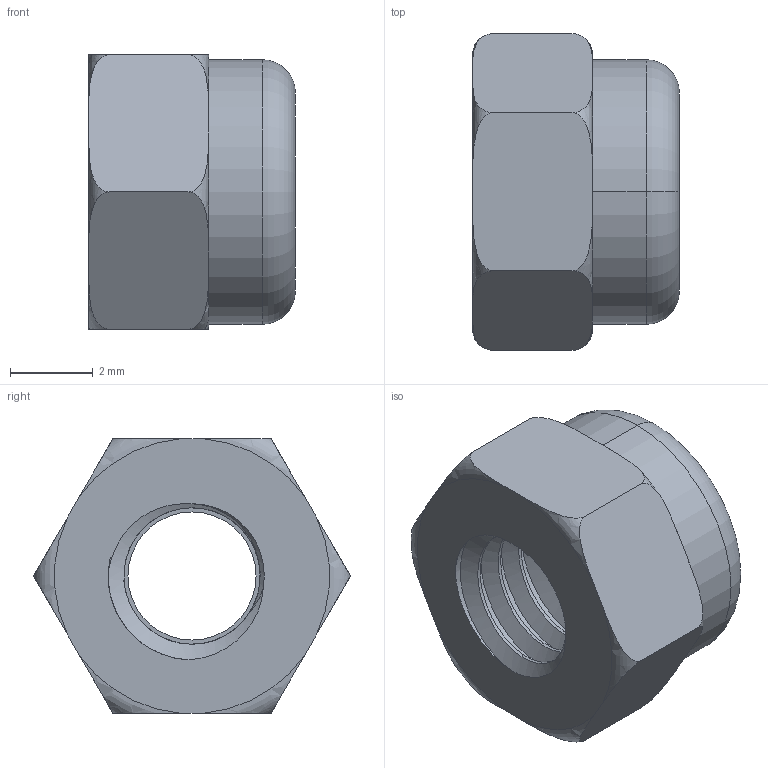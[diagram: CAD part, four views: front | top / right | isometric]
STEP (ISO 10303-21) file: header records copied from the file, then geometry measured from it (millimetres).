
FILE_DESCRIPTION (( 'STEP AP203' ), '1' );
FILE_NAME ('DIN985 M4 FIBER SOMUN.STEP', '2021-08-07T22:19:00', ( '' ), ( '' ), 'SwSTEP 2.0', 'SolidWorks 2021', '' );
FILE_SCHEMA (( 'CONFIG_CONTROL_DESIGN' ));
Length unit declared in the file: millimetre
Products named in the file (1): DIN985 M4 FIBER SOMUN
Bounding box: 5 x 7.66 x 6.63 mm (x, y, z)
Volume: 125.1 mm3; surface area: 241.5 mm2
Topology: 1 solids, 1 shells, 46 faces, 119 edges, 77 vertices
Faces by surface type: torus 16, cylinder 13, plane 11, bspline 4, cone 2
Entity records: 4421 total; most frequent: CARTESIAN_POINT 3321, ORIENTED_EDGE 238, DIRECTION 183, EDGE_CURVE 119, VERTEX_POINT 77, AXIS2_PLACEMENT_3D 76, EDGE_LOOP 50, FACE_OUTER_BOUND 46
